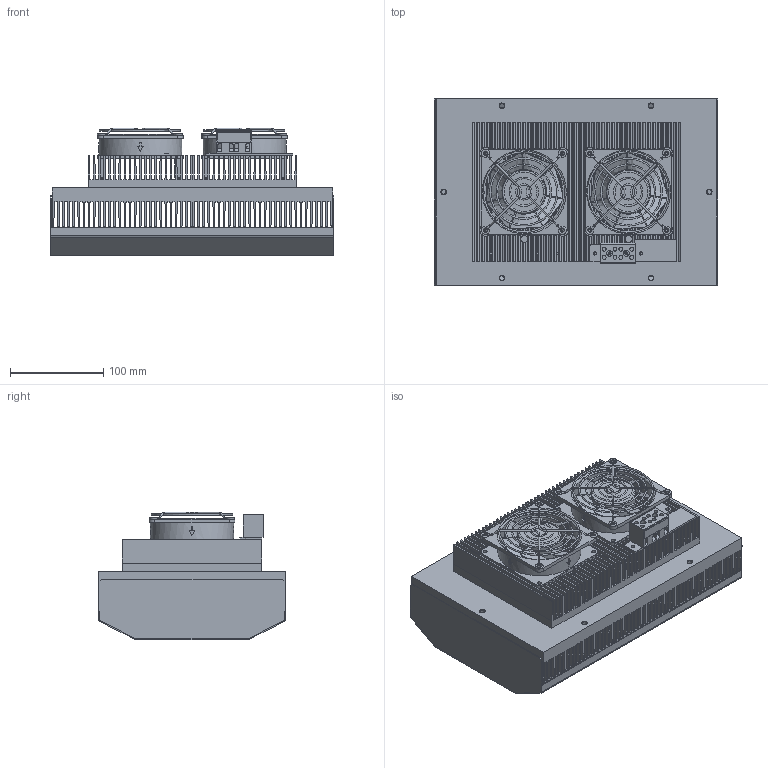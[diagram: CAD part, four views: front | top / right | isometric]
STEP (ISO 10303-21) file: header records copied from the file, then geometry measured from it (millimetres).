
FILE_DESCRIPTION (( 'STEP AP214' ), '1' );
FILE_NAME ('3102303.STEP', '2020-03-03T20:19:59', ( '' ), ( '' ), 'SwSTEP 2.0', 'SolidWorks 2019', '' );
FILE_SCHEMA (( 'AUTOMOTIVE_DESIGN' ));
Length unit declared in the file: inch
Products named in the file (1): 3102303
Bounding box: 304 x 200 x 137.03 mm (x, y, z)
Volume: 2163420.8 mm3; surface area: 1248347 mm2
Topology: 6 solids, 6 shells, 1897 faces, 5677 edges, 3779 vertices
Faces by surface type: plane 1170, cylinder 573, bspline 80, torus 48, cone 26
Full cylindrical faces by diameter (mm): 1.8 x24, 2.5 x8, 2.9 x8, 3.2 x2, 3.3 x12, 3.5 x2, 3.89 x8, 4.2 x8, 4.3 x16, 5 x6, 6.2 x2, 7.5 x2, 12.8 x8, 47.926 x2, 86.189 x2, 89.281 x1, 89.282 x1
Entity records: 95551 total; most frequent: CARTESIAN_POINT 21480, ORIENTED_EDGE 10618, DIRECTION 9560, EDGE_CURVE 5309, VERTEX_POINT 3617, LINE 3446, VECTOR 3446, AXIS2_PLACEMENT_3D 3057
